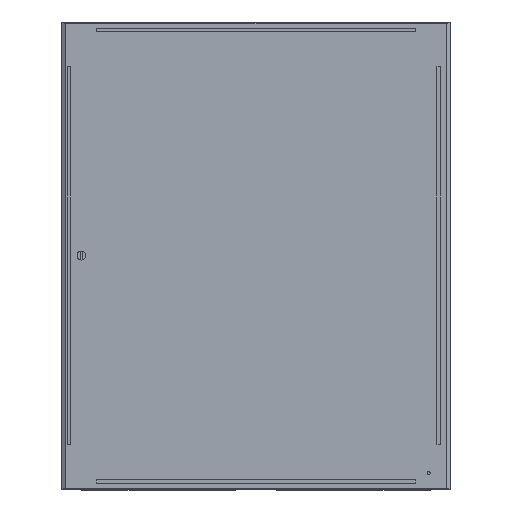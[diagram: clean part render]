
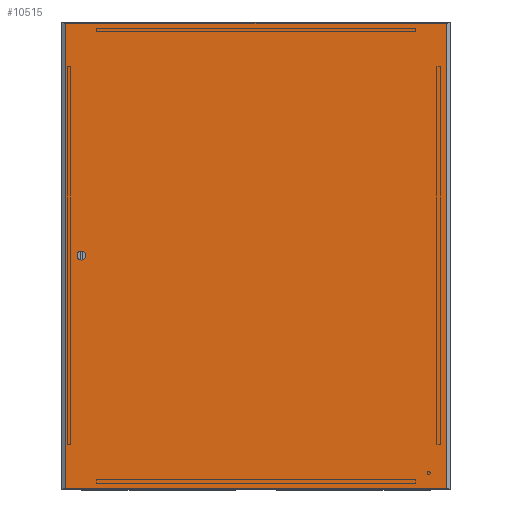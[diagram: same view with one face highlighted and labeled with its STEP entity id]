
A CAD part, top view. The second image highlights one B-rep face of the part: STEP entity #10515.
In plain terms, the highlighted planar face has unit normal (0, 0, 1).
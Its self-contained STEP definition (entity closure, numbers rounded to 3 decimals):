
#5201=VERTEX_POINT('',#15289);
#5657=VERTEX_POINT('',#15833);
#6283=VERTEX_POINT('',#16555);
#7509=EDGE_CURVE('',#6283,#11339,#17896,.T.);
#7619=EDGE_CURVE('',#5657,#5201,#18021,.T.);
#10515=ADVANCED_FACE('',(#21291,#21292),#21293,.T.);
#10935=VERTEX_POINT('',#21796);
#11339=VERTEX_POINT('',#22238);
#12579=EDGE_CURVE('',#10935,#6283,#23604,.T.);
#12791=EDGE_CURVE('',#14751,#10935,#23829,.T.);
#13607=EDGE_CURVE('',#11339,#14751,#24803,.T.);
#13749=EDGE_CURVE('',#14955,#14199,#24956,.T.);
#14071=EDGE_CURVE('',#14199,#5657,#25300,.T.);
#14199=VERTEX_POINT('',#25442);
#14727=EDGE_CURVE('',#5201,#14955,#26070,.T.);
#14751=VERTEX_POINT('',#26094);
#14955=VERTEX_POINT('',#26319);
#15289=CARTESIAN_POINT('',(61.5,-605.679,300.0));
#15833=CARTESIAN_POINT('',(61.5,-594.321,300.0));
#16555=CARTESIAN_POINT('',(11.5,-1198.5,300.0));
#17896=LINE('',#30218,#30219);
#18021=LINE('',#30378,#30379);
#21291=FACE_BOUND('',#34752,.T.);
#21292=FACE_OUTER_BOUND('',#34753,.T.);
#21293=PLANE('',#34754);
#21796=CARTESIAN_POINT('',(11.5,-1.5,300.0));
#22238=CARTESIAN_POINT('',(988.5,-1198.5,300.0));
#23604=LINE('',#37839,#37840);
#23829=LINE('',#38155,#38156);
#24803=LINE('',#39443,#39444);
#24956=LINE('',#39649,#39650);
#25300=CIRCLE('',#40095,11.5);
#25442=CARTESIAN_POINT('',(41.5,-594.321,300.0));
#26070=CIRCLE('',#41094,11.5);
#26094=CARTESIAN_POINT('',(988.5,-1.5,300.0));
#26319=CARTESIAN_POINT('',(41.5,-605.679,300.0));
#30218=CARTESIAN_POINT('',(500.0,-1198.5,300.0));
#30219=VECTOR('',#44990,1.0);
#30378=CARTESIAN_POINT('',(61.5,-597.161,300.0));
#30379=VECTOR('',#45157,1.0);
#34752=EDGE_LOOP('',(#48917,#48918,#48919,#48920));
#34753=EDGE_LOOP('',(#48921,#48922,#48923,#48924));
#34754=AXIS2_PLACEMENT_3D('',#48925,#48926,#48927);
#37839=CARTESIAN_POINT('',(11.5,-900.5,300.0));
#37840=VECTOR('',#51605,1.0);
#38155=CARTESIAN_POINT('',(500.0,-1.5,300.0));
#38156=VECTOR('',#51831,1.0);
#39443=CARTESIAN_POINT('',(988.5,-299.5,300.0));
#39444=VECTOR('',#53062,1.0);
#39649=CARTESIAN_POINT('',(41.5,-602.839,300.0));
#39650=VECTOR('',#53225,1.0);
#40095=AXIS2_PLACEMENT_3D('',#53543,#53544,#53545);
#41094=AXIS2_PLACEMENT_3D('',#54489,#54490,#54491);
#44990=DIRECTION('',(1.0,0.0,0.0));
#45157=DIRECTION('',(0.0,-1.0,0.0));
#48917=ORIENTED_EDGE('',*,*,#14071,.T.);
#48918=ORIENTED_EDGE('',*,*,#7619,.T.);
#48919=ORIENTED_EDGE('',*,*,#14727,.T.);
#48920=ORIENTED_EDGE('',*,*,#13749,.T.);
#48921=ORIENTED_EDGE('',*,*,#13607,.T.);
#48922=ORIENTED_EDGE('',*,*,#12791,.T.);
#48923=ORIENTED_EDGE('',*,*,#12579,.T.);
#48924=ORIENTED_EDGE('',*,*,#7509,.T.);
#48925=CARTESIAN_POINT('',(500.0,-600.0,300.0));
#48926=DIRECTION('',(0.0,0.0,1.0));
#48927=DIRECTION('',(1.0,0.0,0.0));
#51605=DIRECTION('',(0.0,-1.0,0.0));
#51831=DIRECTION('',(-1.0,0.0,0.0));
#53062=DIRECTION('',(0.,1.0,0.0));
#53225=DIRECTION('',(0.0,1.0,0.0));
#53543=CARTESIAN_POINT('',(51.5,-600.0,300.0));
#53544=DIRECTION('',(0.0,0.0,-1.0));
#53545=DIRECTION('',(1.0,0.0,0.0));
#54489=CARTESIAN_POINT('',(51.5,-600.0,300.0));
#54490=DIRECTION('',(0.0,0.0,-1.0));
#54491=DIRECTION('',(1.0,0.0,0.0));
